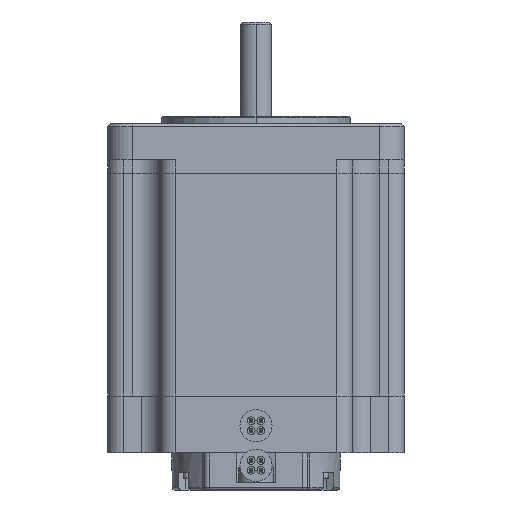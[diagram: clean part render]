
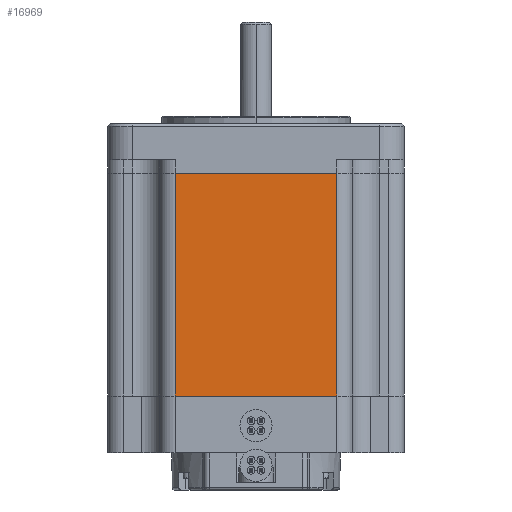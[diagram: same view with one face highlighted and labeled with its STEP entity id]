
A CAD part, front view. The second image highlights one B-rep face of the part: STEP entity #16969.
In plain terms, the highlighted planar face has unit normal (0, -1, 0).
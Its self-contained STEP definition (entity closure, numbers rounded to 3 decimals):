
#1466=DIRECTION('',(1.,0.,0.));
#1467=VECTOR('',#1466,32.6);
#1468=CARTESIAN_POINT('',(-16.3,-30.,0.));
#1469=LINE('',#1468,#1467);
#3151=DIRECTION('',(1.,0.,0.));
#3152=VECTOR('',#3151,32.6);
#3153=CARTESIAN_POINT('',(-16.3,-30.,45.));
#3154=LINE('',#3153,#3152);
#6460=DIRECTION('',(0.,0.,-1.));
#6461=VECTOR('',#6460,45.);
#6462=CARTESIAN_POINT('',(-16.3,-30.,45.));
#6463=LINE('',#6462,#6461);
#6464=DIRECTION('',(0.,0.,-1.));
#6465=VECTOR('',#6464,45.);
#6466=CARTESIAN_POINT('',(16.3,-30.,45.));
#6467=LINE('',#6466,#6465);
#6540=CARTESIAN_POINT('',(-16.3,-30.,0.));
#6541=CARTESIAN_POINT('',(16.3,-30.,0.));
#6542=VERTEX_POINT('',#6540);
#6543=VERTEX_POINT('',#6541);
#6548=CARTESIAN_POINT('',(-16.3,-30.,45.));
#6549=CARTESIAN_POINT('',(16.3,-30.,45.));
#6550=VERTEX_POINT('',#6548);
#6551=VERTEX_POINT('',#6549);
#16957=CARTESIAN_POINT('',(-19.5,-30.,0.));
#16958=DIRECTION('',(0.,-1.,0.));
#16959=DIRECTION('',(1.,0.,0.));
#16960=AXIS2_PLACEMENT_3D('',#16957,#16958,#16959);
#16961=PLANE('',#16960);
#16962=ORIENTED_EDGE('',*,*,#8487,.F.);
#16963=ORIENTED_EDGE('',*,*,#16952,.F.);
#16964=ORIENTED_EDGE('',*,*,#9372,.T.);
#16966=ORIENTED_EDGE('',*,*,#16965,.T.);
#16967=EDGE_LOOP('',(#16962,#16963,#16964,#16966));
#16968=FACE_OUTER_BOUND('',#16967,.F.);
#16969=ADVANCED_FACE('',(#16968),#16961,.T.);
#8487=EDGE_CURVE('',#6542,#6543,#1469,.T.);
#9372=EDGE_CURVE('',#6550,#6551,#3154,.T.);
#16952=EDGE_CURVE('',#6550,#6542,#6463,.T.);
#16965=EDGE_CURVE('',#6551,#6543,#6467,.T.);
